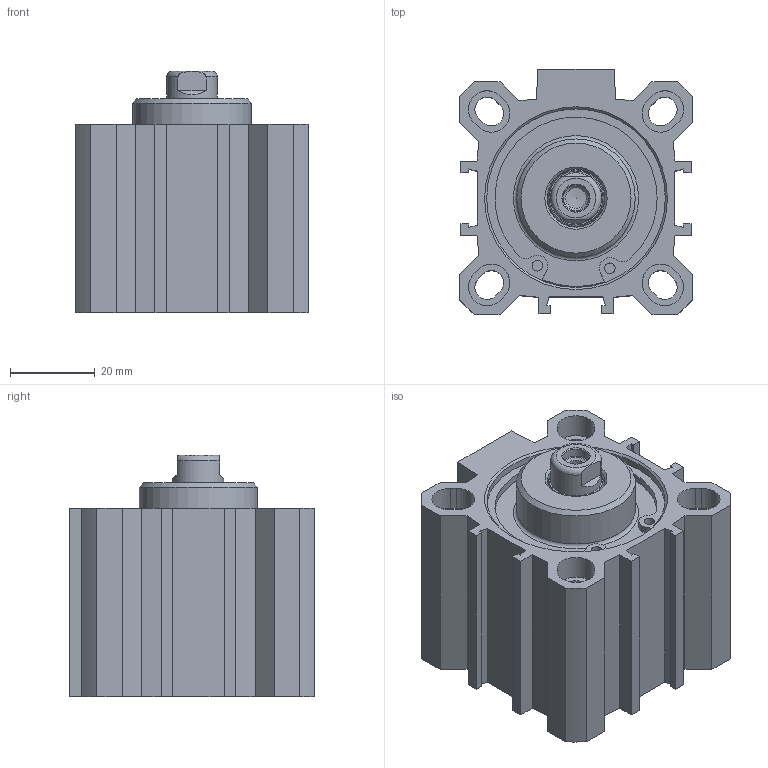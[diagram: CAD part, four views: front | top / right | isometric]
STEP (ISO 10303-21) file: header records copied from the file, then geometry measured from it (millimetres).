
FILE_DESCRIPTION((''),'2;1');
FILE_NAME('FDM040.005.GS.F.stp','2014-06-03T14:32:28',('carlo.corazza'),(''),'Autodesk Inventor 2012','Autodesk Inventor 2012','');
FILE_SCHEMA(('AUTOMOTIVE_DESIGN { 1 0 10303 214 1 1 1 1 }'));
Length unit declared in the file: millimetre
Products named in the file (5): FDM040..GS.F; CORPO-005; TA; TP; STELO-005
Assembly tree (4 placements, depth 2):
  FDM040..GS.F
    CORPO-005
    TA
    TP
    STELO-005
Bounding box: 55 x 58 x 57 mm (x, y, z)
Volume: 64853.6 mm3; surface area: 37518.8 mm2
Topology: 4 solids, 5 shells, 235 faces, 578 edges, 372 vertices
Faces by surface type: plane 129, cylinder 67, cone 26, torus 13
Full cylindrical faces by diameter (mm): 2.25 x2, 2.5 x4, 4.917 x1, 6.25 x1, 8.566 x2, 12 x1, 12.54 x1, 13.7 x1, 14 x1, 16.32 x1, 16.5 x1, 27.9 x1, 28 x1, 40 x1, 41.7 x4, 42.2 x2, 44.7 x2
Entity records: 7084 total; most frequent: CARTESIAN_POINT 1286, DIRECTION 1152, ORIENTED_EDGE 1010, EDGE_CURVE 505, AXIS2_PLACEMENT_3D 417, VERTEX_POINT 361, EDGE_LOOP 334, VECTOR 318
